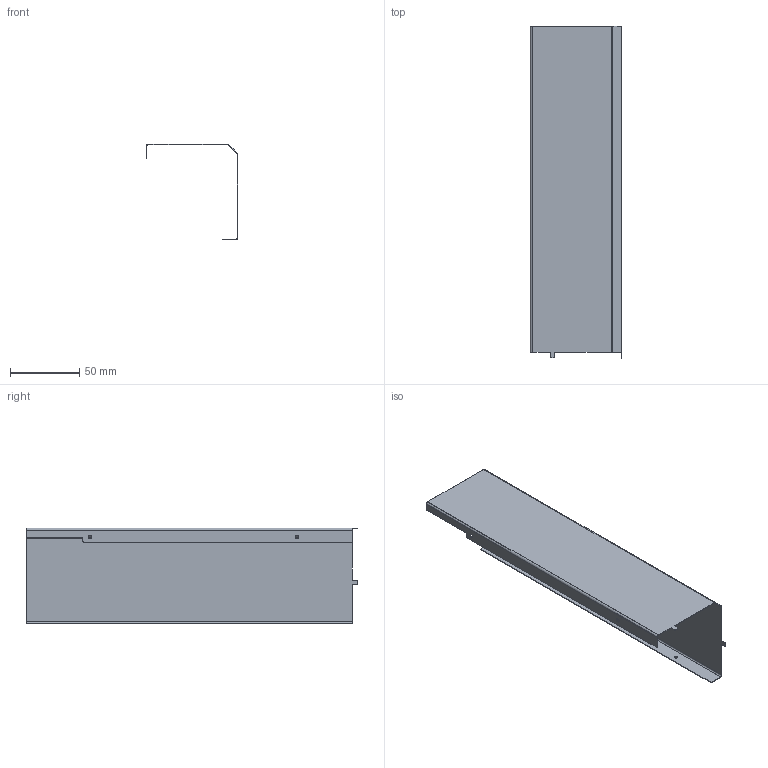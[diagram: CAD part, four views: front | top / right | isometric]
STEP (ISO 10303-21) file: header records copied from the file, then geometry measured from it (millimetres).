
FILE_DESCRIPTION(/* description */ (''),/* implementation_level */ '2;1');
FILE_NAME(/* name */ '119b1048-afb2-4d9e-b6dc-7f8eac4b0655.stp',/* time_stamp */ '2017-12-21T09:59:19+00:00',/* author */ (''),/* organization */ (''),/* preprocessor_version */ 'ST-DEVELOPER v16.13',/* originating_system */ 'Autodesk Translation Framework v6.5.0.72',/* authorisation */ '');
FILE_SCHEMA (('AUTOMOTIVE_DESIGN { 1 0 10303 214 3 1 1 }'));
Length unit declared in the file: millimetre
Products named in the file (2): MotorShield right; MotorShieldRight
Assembly tree (1 placements, depth 2):
  MotorShield right
    MotorShieldRight
Bounding box: 66 x 239 x 69 mm (x, y, z)
Volume: 17527.8 mm3; surface area: 70518.6 mm2
Topology: 1 solids, 1 shells, 43 faces, 126 edges, 85 vertices
Faces by surface type: plane 26, cylinder 17
Full cylindrical faces by diameter (mm): 2.5 x4
Entity records: 1534 total; most frequent: CARTESIAN_POINT 260, DIRECTION 257, ORIENTED_EDGE 254, EDGE_CURVE 127, LINE 91, VECTOR 91, VERTEX_POINT 86, AXIS2_PLACEMENT_3D 83
